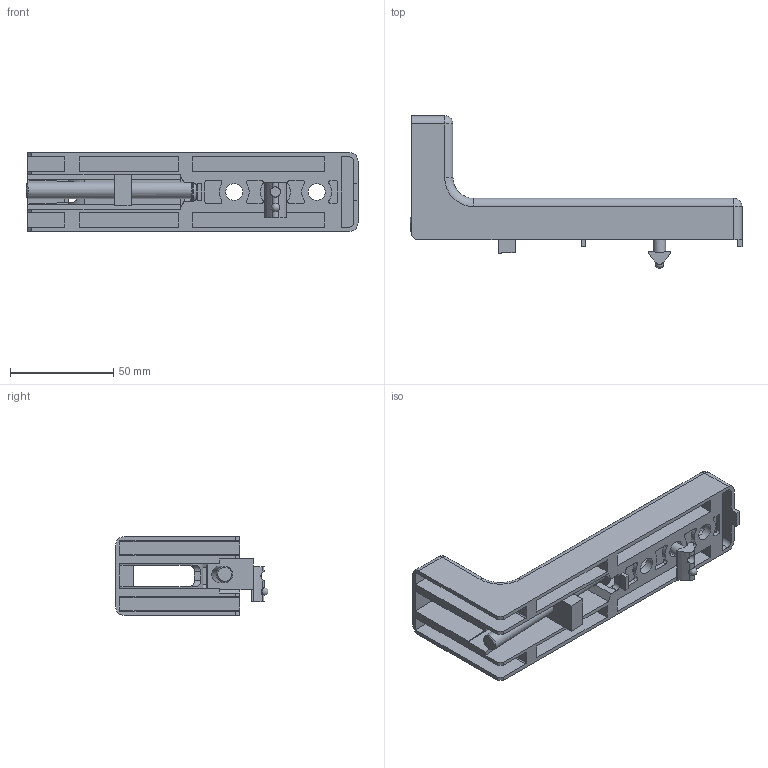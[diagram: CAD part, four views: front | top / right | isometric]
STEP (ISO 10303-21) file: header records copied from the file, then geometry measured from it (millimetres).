
FILE_DESCRIPTION( ( 'STEP AP214' ), '1' );
FILE_NAME( '093B1601N08SS02.stp', '2021-08-20T09:51:59', ( 'License CC BY-ND 4.0' ), ( 'CADENAS' ), ' ', 'PARTsolutions', ' ' );
FILE_SCHEMA( ( 'AUTOMOTIVE_DESIGN { 1 0 10303 214 1 1 1 1 }' ) );
Length unit declared in the file: millimetre
Products named in the file (4): 093B1601N08SS02; _093B1601N08SS02p1; _093B1601N08SS02p2; _093B1601N08SS02p3
Assembly tree (3 placements, depth 2):
  093B1601N08SS02
    _093B1601N08SS02p1
    _093B1601N08SS02p2
    _093B1601N08SS02p3
Bounding box: 160.79 x 73.83 x 38 mm (x, y, z)
Volume: 62256.6 mm3; surface area: 49436.6 mm2
Topology: 3 solids, 3 shells, 224 faces, 597 edges, 387 vertices
Faces by surface type: plane 141, cylinder 67, torus 7, sphere 5, bspline 2, cone 2
Full cylindrical faces by diameter (mm): 4.05 x1, 5 x1, 6 x1, 8 x2, 8.22 x3, 13 x1
Entity records: 8846 total; most frequent: CARTESIAN_POINT 1421, DIRECTION 1158, ORIENTED_EDGE 1130, EDGE_CURVE 565, LINE 400, VECTOR 400, VERTEX_POINT 382, AXIS2_PLACEMENT_3D 379
